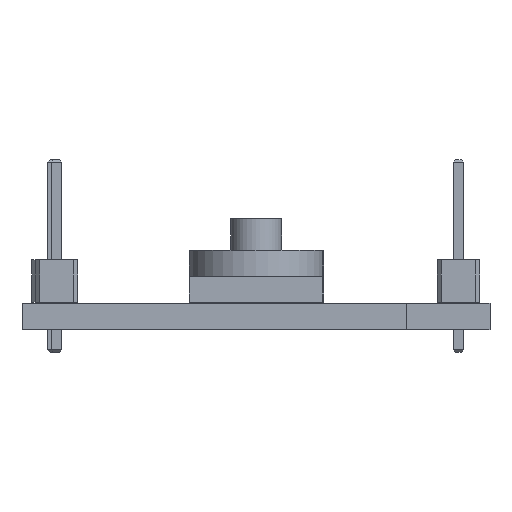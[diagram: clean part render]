
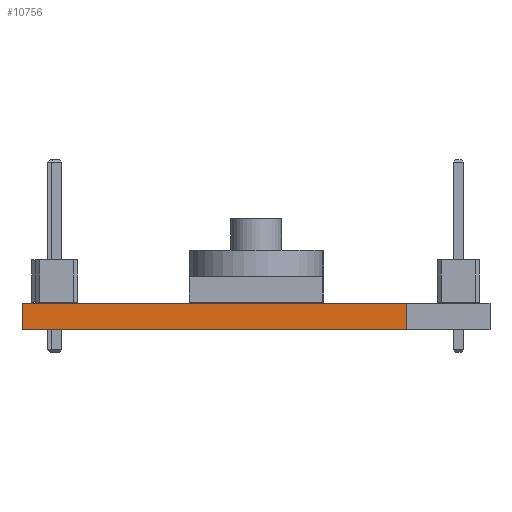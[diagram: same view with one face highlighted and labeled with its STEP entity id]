
A CAD part, front view. The second image highlights one B-rep face of the part: STEP entity #10756.
In plain terms, the highlighted planar face has unit normal (0, -1, 0).
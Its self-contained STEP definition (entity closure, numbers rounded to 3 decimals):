
#9260 = PLANE('',#9261);
#9261 = AXIS2_PLACEMENT_3D('',#9262,#9263,#9264);
#9262 = CARTESIAN_POINT('',(178.151,-86.29,1.58));
#9263 = DIRECTION('',(-0.,-0.,-1.));
#9264 = DIRECTION('',(-1.,0.,0.));
#9314 = PLANE('',#9315);
#9315 = AXIS2_PLACEMENT_3D('',#9316,#9317,#9318);
#9316 = CARTESIAN_POINT('',(178.151,-86.29,0.));
#9317 = DIRECTION('',(-0.,-0.,-1.));
#9318 = DIRECTION('',(-1.,0.,0.));
#9507 = VERTEX_POINT('',#9508);
#9508 = CARTESIAN_POINT('',(187.83,-145.676,0.));
#9522 = PLANE('',#9523);
#9523 = AXIS2_PLACEMENT_3D('',#9524,#9525,#9526);
#9524 = CARTESIAN_POINT('',(187.83,-64.676,0.));
#9525 = DIRECTION('',(1.,0.,-0.));
#9526 = DIRECTION('',(0.,-1.,0.));
#9534 = EDGE_CURVE('',#9507,#9535,#9537,.T.);
#9535 = VERTEX_POINT('',#9536);
#9536 = CARTESIAN_POINT('',(164.83,-145.676,0.));
#9537 = SURFACE_CURVE('',#9538,(#9542,#9549),.PCURVE_S1.);
#9538 = LINE('',#9539,#9540);
#9539 = CARTESIAN_POINT('',(187.83,-145.676,0.));
#9540 = VECTOR('',#9541,1.);
#9541 = DIRECTION('',(-1.,0.,0.));
#9542 = PCURVE('',#9314,#9543);
#9543 = DEFINITIONAL_REPRESENTATION('',(#9544),#9548);
#9544 = LINE('',#9545,#9546);
#9545 = CARTESIAN_POINT('',(-9.679,-59.387));
#9546 = VECTOR('',#9547,1.);
#9547 = DIRECTION('',(1.,0.));
#9548 = ( GEOMETRIC_REPRESENTATION_CONTEXT(2) 
PARAMETRIC_REPRESENTATION_CONTEXT() REPRESENTATION_CONTEXT('2D SPACE',''
  ) );
#9549 = PCURVE('',#9550,#9555);
#9550 = PLANE('',#9551);
#9551 = AXIS2_PLACEMENT_3D('',#9552,#9553,#9554);
#9552 = CARTESIAN_POINT('',(187.83,-145.676,0.));
#9553 = DIRECTION('',(0.,-1.,0.));
#9554 = DIRECTION('',(-1.,0.,0.));
#9555 = DEFINITIONAL_REPRESENTATION('',(#9556),#9560);
#9556 = LINE('',#9557,#9558);
#9557 = CARTESIAN_POINT('',(0.,-0.));
#9558 = VECTOR('',#9559,1.);
#9559 = DIRECTION('',(1.,0.));
#9560 = ( GEOMETRIC_REPRESENTATION_CONTEXT(2) 
PARAMETRIC_REPRESENTATION_CONTEXT() REPRESENTATION_CONTEXT('2D SPACE',''
  ) );
#9578 = PLANE('',#9579);
#9579 = AXIS2_PLACEMENT_3D('',#9580,#9581,#9582);
#9580 = CARTESIAN_POINT('',(164.83,-145.676,0.));
#9581 = DIRECTION('',(-1.,0.,0.));
#9582 = DIRECTION('',(0.,1.,0.));
#10124 = VERTEX_POINT('',#10125);
#10125 = CARTESIAN_POINT('',(187.83,-145.676,1.58));
#10146 = EDGE_CURVE('',#10124,#10147,#10149,.T.);
#10147 = VERTEX_POINT('',#10148);
#10148 = CARTESIAN_POINT('',(164.83,-145.676,1.58));
#10149 = SURFACE_CURVE('',#10150,(#10154,#10161),.PCURVE_S1.);
#10150 = LINE('',#10151,#10152);
#10151 = CARTESIAN_POINT('',(187.83,-145.676,1.58));
#10152 = VECTOR('',#10153,1.);
#10153 = DIRECTION('',(-1.,0.,0.));
#10154 = PCURVE('',#9260,#10155);
#10155 = DEFINITIONAL_REPRESENTATION('',(#10156),#10160);
#10156 = LINE('',#10157,#10158);
#10157 = CARTESIAN_POINT('',(-9.679,-59.387));
#10158 = VECTOR('',#10159,1.);
#10159 = DIRECTION('',(1.,0.));
#10160 = ( GEOMETRIC_REPRESENTATION_CONTEXT(2) 
PARAMETRIC_REPRESENTATION_CONTEXT() REPRESENTATION_CONTEXT('2D SPACE',''
  ) );
#10161 = PCURVE('',#9550,#10162);
#10162 = DEFINITIONAL_REPRESENTATION('',(#10163),#10167);
#10163 = LINE('',#10164,#10165);
#10164 = CARTESIAN_POINT('',(0.,-1.58));
#10165 = VECTOR('',#10166,1.);
#10166 = DIRECTION('',(1.,0.));
#10167 = ( GEOMETRIC_REPRESENTATION_CONTEXT(2) 
PARAMETRIC_REPRESENTATION_CONTEXT() REPRESENTATION_CONTEXT('2D SPACE',''
  ) );
#10708 = EDGE_CURVE('',#9507,#10124,#10709,.T.);
#10709 = SURFACE_CURVE('',#10710,(#10714,#10721),.PCURVE_S1.);
#10710 = LINE('',#10711,#10712);
#10711 = CARTESIAN_POINT('',(187.83,-145.676,0.));
#10712 = VECTOR('',#10713,1.);
#10713 = DIRECTION('',(0.,0.,1.));
#10714 = PCURVE('',#9522,#10715);
#10715 = DEFINITIONAL_REPRESENTATION('',(#10716),#10720);
#10716 = LINE('',#10717,#10718);
#10717 = CARTESIAN_POINT('',(81.,0.));
#10718 = VECTOR('',#10719,1.);
#10719 = DIRECTION('',(0.,-1.));
#10720 = ( GEOMETRIC_REPRESENTATION_CONTEXT(2) 
PARAMETRIC_REPRESENTATION_CONTEXT() REPRESENTATION_CONTEXT('2D SPACE',''
  ) );
#10721 = PCURVE('',#9550,#10722);
#10722 = DEFINITIONAL_REPRESENTATION('',(#10723),#10727);
#10723 = LINE('',#10724,#10725);
#10724 = CARTESIAN_POINT('',(0.,-0.));
#10725 = VECTOR('',#10726,1.);
#10726 = DIRECTION('',(0.,-1.));
#10727 = ( GEOMETRIC_REPRESENTATION_CONTEXT(2) 
PARAMETRIC_REPRESENTATION_CONTEXT() REPRESENTATION_CONTEXT('2D SPACE',''
  ) );
#10756 = ADVANCED_FACE('',(#10757),#9550,.T.);
#10757 = FACE_BOUND('',#10758,.T.);
#10758 = EDGE_LOOP('',(#10759,#10760,#10761,#10782));
#10759 = ORIENTED_EDGE('',*,*,#10708,.T.);
#10760 = ORIENTED_EDGE('',*,*,#10146,.T.);
#10761 = ORIENTED_EDGE('',*,*,#10762,.F.);
#10762 = EDGE_CURVE('',#9535,#10147,#10763,.T.);
#10763 = SURFACE_CURVE('',#10764,(#10768,#10775),.PCURVE_S1.);
#10764 = LINE('',#10765,#10766);
#10765 = CARTESIAN_POINT('',(164.83,-145.676,0.));
#10766 = VECTOR('',#10767,1.);
#10767 = DIRECTION('',(0.,0.,1.));
#10768 = PCURVE('',#9550,#10769);
#10769 = DEFINITIONAL_REPRESENTATION('',(#10770),#10774);
#10770 = LINE('',#10771,#10772);
#10771 = CARTESIAN_POINT('',(23.,0.));
#10772 = VECTOR('',#10773,1.);
#10773 = DIRECTION('',(0.,-1.));
#10774 = ( GEOMETRIC_REPRESENTATION_CONTEXT(2) 
PARAMETRIC_REPRESENTATION_CONTEXT() REPRESENTATION_CONTEXT('2D SPACE',''
  ) );
#10775 = PCURVE('',#9578,#10776);
#10776 = DEFINITIONAL_REPRESENTATION('',(#10777),#10781);
#10777 = LINE('',#10778,#10779);
#10778 = CARTESIAN_POINT('',(0.,0.));
#10779 = VECTOR('',#10780,1.);
#10780 = DIRECTION('',(0.,-1.));
#10781 = ( GEOMETRIC_REPRESENTATION_CONTEXT(2) 
PARAMETRIC_REPRESENTATION_CONTEXT() REPRESENTATION_CONTEXT('2D SPACE',''
  ) );
#10782 = ORIENTED_EDGE('',*,*,#9534,.F.);
